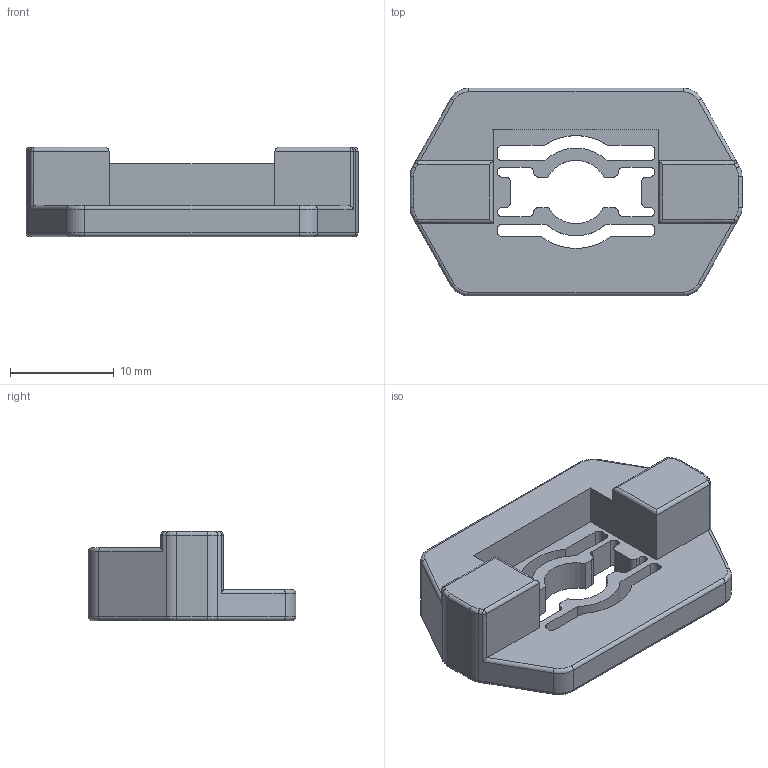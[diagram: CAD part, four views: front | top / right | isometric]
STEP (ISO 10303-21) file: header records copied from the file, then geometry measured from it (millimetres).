
FILE_DESCRIPTION(/* description */ (''),/* implementation_level */ '2;1');
FILE_NAME(/* name */ 'Voron Single Lock 4mm v1.step',/* time_stamp */ '2023-03-01T00:09:36-06:00',/* author */ (''),/* organization */ (''),/* preprocessor_version */ 'ST-DEVELOPER v19.2',/* originating_system */ 'Autodesk Translation Framework v11.17.0.187',/* authorisation */ '');
FILE_SCHEMA (('AUTOMOTIVE_DESIGN { 1 0 10303 214 3 1 1 }'));
Length unit declared in the file: millimetre
Products named in the file (1): Voron Single Lock 4mm
Bounding box: 32 x 20 x 8.6 mm (x, y, z)
Volume: 2448.1 mm3; surface area: 2109.8 mm2
Topology: 1 solids, 1 shells, 184 faces, 480 edges, 296 vertices
Faces by surface type: plane 84, cylinder 80, torus 16, sphere 4
Entity records: 5661 total; most frequent: DIRECTION 1022, CARTESIAN_POINT 961, ORIENTED_EDGE 960, EDGE_CURVE 480, AXIS2_PLACEMENT_3D 357, LINE 308, VECTOR 308, VERTEX_POINT 296
